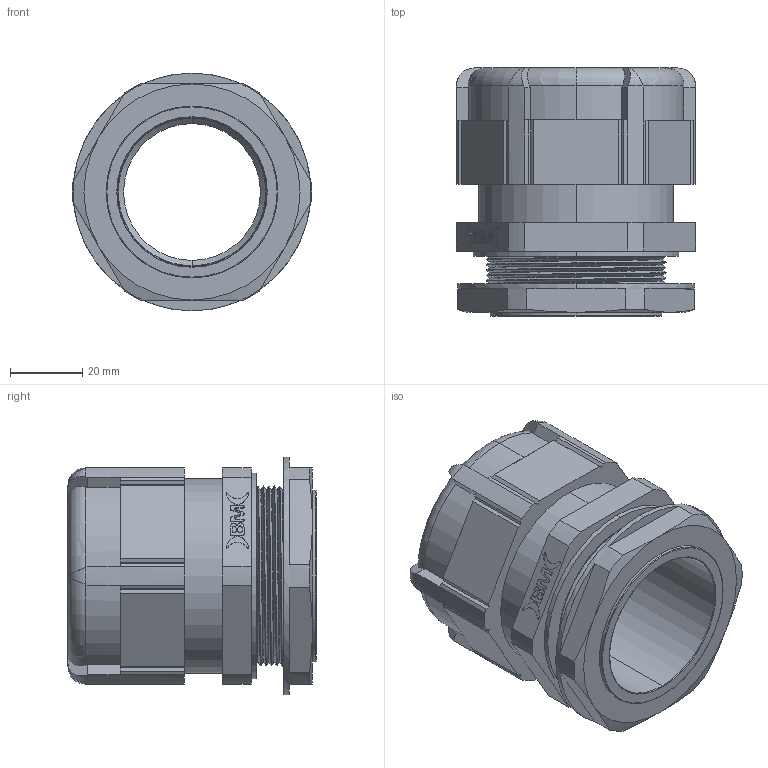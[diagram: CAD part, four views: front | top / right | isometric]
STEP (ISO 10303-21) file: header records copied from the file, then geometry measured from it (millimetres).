
FILE_DESCRIPTION (( 'STEP AP203' ), '1' );
FILE_NAME ('4750.STEP', '2026-03-12T12:49:34', ( '' ), ( '' ), 'SwSTEP 2.0', 'SolidWorks 2025', '' );
FILE_SCHEMA (( 'CONFIG_CONTROL_DESIGN' ));
Length unit declared in the file: millimetre
Products named in the file (1): 4750
Bounding box: 66.48 x 68.9 x 66 mm (x, y, z)
Volume: 102933.8 mm3; surface area: 31235.9 mm2
Topology: 1 solids, 1 shells, 340 faces, 914 edges, 598 vertices
Faces by surface type: plane 179, bspline 97, cylinder 35, torus 21, cone 8
Entity records: 18187 total; most frequent: CARTESIAN_POINT 10321, ORIENTED_EDGE 1826, DIRECTION 1265, EDGE_CURVE 913, VERTEX_POINT 596, VECTOR 531, LINE 531, AXIS2_PLACEMENT_3D 367
